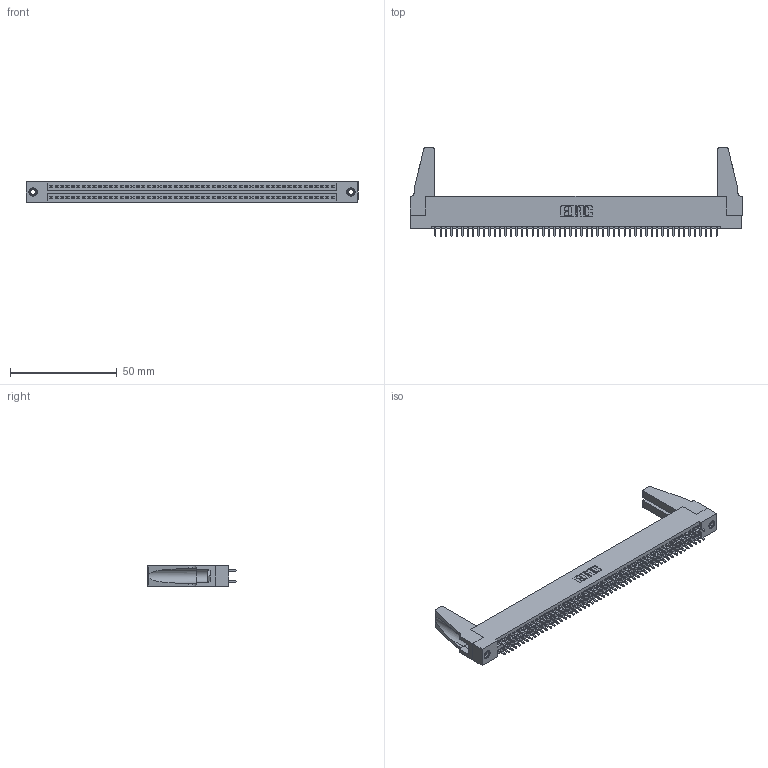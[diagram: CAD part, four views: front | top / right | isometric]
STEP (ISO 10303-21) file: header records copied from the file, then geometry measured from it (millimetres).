
FILE_DESCRIPTION (( 'STEP AP203' ), '1' );
FILE_NAME ('345-106-521-288.STEP', '2019-11-03T14:42:26', ( '' ), ( '' ), 'SwSTEP 2.0', 'SolidWorks 2016', '' );
FILE_SCHEMA (( 'CONFIG_CONTROL_DESIGN' ));
Length unit declared in the file: inch
Products named in the file (5): 345-250-001_345-250-001-102; 345-292-001_345-293-121; 345-106-521-288; 345-220-078_345-220-088; 345 Part_Flush Mounting Lugs - 0.156 Dia-TH
Assembly tree (111 placements, depth 2):
  345-106-521-288
    345 Part_Flush Mounting Lugs - 0.156 Dia-TH
    345-292-001_345-293-121  x106
    345-250-001_345-250-001-102  x2
    345-220-078_345-220-088  x2
Bounding box: 155.85 x 41.58 x 9.4 mm (x, y, z)
Volume: 18451.1 mm3; surface area: 25519.8 mm2
Topology: 111 solids, 111 shells, 5550 faces, 16449 edges, 10814 vertices
Faces by surface type: plane 3650, cylinder 1884, cone 12, torus 4
Entity records: 42270 total; most frequent: CARTESIAN_POINT 7070, ORIENTED_EDGE 6964, DIRECTION 6226, EDGE_CURVE 3482, VECTOR 3096, LINE 3096, VERTEX_POINT 2314, AXIS2_PLACEMENT_3D 1565
